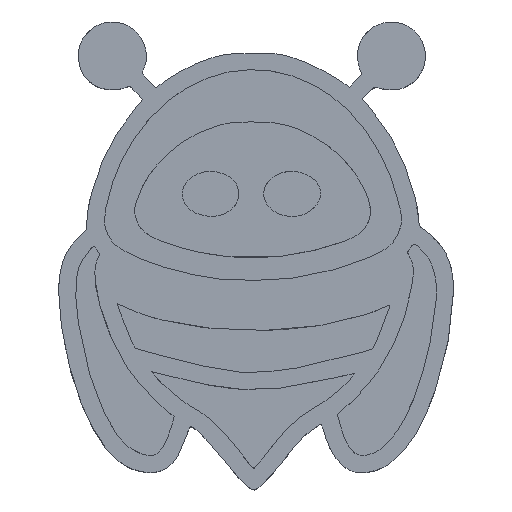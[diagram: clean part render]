
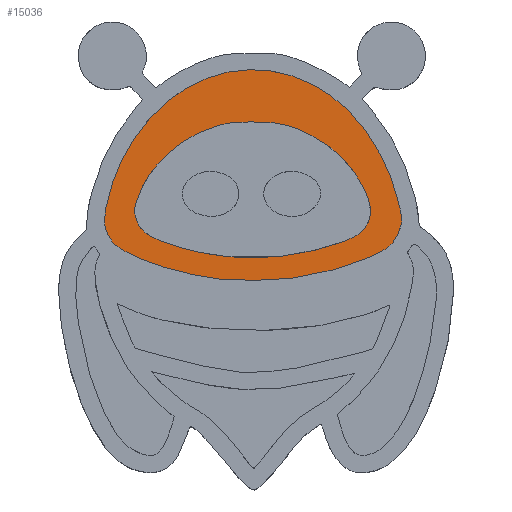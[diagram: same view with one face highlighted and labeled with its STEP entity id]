
A CAD part, top view. The second image highlights one B-rep face of the part: STEP entity #15036.
In plain terms, the highlighted planar face has unit normal (0, 0, 1).
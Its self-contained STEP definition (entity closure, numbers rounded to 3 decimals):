
#13421 = VERTEX_POINT('',#13422);
#13422 = CARTESIAN_POINT('',(49.238,-45.423,2.8));
#13430 = VERTEX_POINT('',#13431);
#13431 = CARTESIAN_POINT('',(68.248,-38.792,2.8));
#13437 = EDGE_CURVE('',#13421,#13430,#13438,.T.);
#13438 = B_SPLINE_CURVE_WITH_KNOTS('',3,(#13439,#13440,#13441,#13442),
  .UNSPECIFIED.,.F.,.F.,(4,4),(0.,1.),.PIECEWISE_BEZIER_KNOTS.);
#13439 = CARTESIAN_POINT('',(49.238,-45.423,2.8));
#13440 = CARTESIAN_POINT('',(57.232,-44.381,2.8));
#13441 = CARTESIAN_POINT('',(66.116,-41.282,2.8));
#13442 = CARTESIAN_POINT('',(68.248,-38.792,2.8));
#13458 = VERTEX_POINT('',#13459);
#13459 = CARTESIAN_POINT('',(70.006,-34.492,2.8));
#13465 = EDGE_CURVE('',#13430,#13458,#13466,.T.);
#13466 = B_SPLINE_CURVE_WITH_KNOTS('',3,(#13467,#13468,#13469,#13470),
  .UNSPECIFIED.,.F.,.F.,(4,4),(0.,1.),.PIECEWISE_BEZIER_KNOTS.);
#13467 = CARTESIAN_POINT('',(68.248,-38.792,2.8));
#13468 = CARTESIAN_POINT('',(69.147,-37.741,2.8));
#13469 = CARTESIAN_POINT('',(70.006,-35.641,2.8));
#13470 = CARTESIAN_POINT('',(70.006,-34.492,2.8));
#13486 = VERTEX_POINT('',#13487);
#13487 = CARTESIAN_POINT('',(66.175,-22.362,2.8));
#13493 = EDGE_CURVE('',#13458,#13486,#13494,.T.);
#13494 = B_SPLINE_CURVE_WITH_KNOTS('',3,(#13495,#13496,#13497,#13498),
  .UNSPECIFIED.,.F.,.F.,(4,4),(0.,1.),.PIECEWISE_BEZIER_KNOTS.);
#13495 = CARTESIAN_POINT('',(70.006,-34.492,2.8));
#13496 = CARTESIAN_POINT('',(70.006,-32.206,2.8));
#13497 = CARTESIAN_POINT('',(68.06,-26.045,2.8));
#13498 = CARTESIAN_POINT('',(66.175,-22.362,2.8));
#13514 = VERTEX_POINT('',#13515);
#13515 = CARTESIAN_POINT('',(26.003,-11.868,2.8));
#13521 = EDGE_CURVE('',#13486,#13514,#13522,.T.);
#13522 = B_SPLINE_CURVE_WITH_KNOTS('',3,(#13523,#13524,#13525,#13526),
  .UNSPECIFIED.,.F.,.F.,(4,4),(0.,1.),.PIECEWISE_BEZIER_KNOTS.);
#13523 = CARTESIAN_POINT('',(66.175,-22.362,2.8));
#13524 = CARTESIAN_POINT('',(57.685,-5.776,2.8));
#13525 = CARTESIAN_POINT('',(39.542,-1.036,2.8));
#13526 = CARTESIAN_POINT('',(26.003,-11.868,2.8));
#13542 = VERTEX_POINT('',#13543);
#13543 = CARTESIAN_POINT('',(14.208,-32.06,2.8));
#13549 = EDGE_CURVE('',#13514,#13542,#13550,.T.);
#13550 = B_SPLINE_CURVE_WITH_KNOTS('',3,(#13551,#13552,#13553,#13554),
  .UNSPECIFIED.,.F.,.F.,(4,4),(0.,1.),.PIECEWISE_BEZIER_KNOTS.);
#13551 = CARTESIAN_POINT('',(26.003,-11.868,2.8));
#13552 = CARTESIAN_POINT('',(20.158,-16.545,2.8));
#13553 = CARTESIAN_POINT('',(15.786,-24.029,2.8));
#13554 = CARTESIAN_POINT('',(14.208,-32.06,2.8));
#13570 = VERTEX_POINT('',#13571);
#13571 = CARTESIAN_POINT('',(15.326,-38.384,2.8));
#13577 = EDGE_CURVE('',#13542,#13570,#13578,.T.);
#13578 = B_SPLINE_CURVE_WITH_KNOTS('',3,(#13579,#13580,#13581,#13582),
  .UNSPECIFIED.,.F.,.F.,(4,4),(0.,1.),.PIECEWISE_BEZIER_KNOTS.);
#13579 = CARTESIAN_POINT('',(14.208,-32.06,2.8));
#13580 = CARTESIAN_POINT('',(13.661,-34.844,2.8));
#13581 = CARTESIAN_POINT('',(13.974,-36.614,2.8));
#13582 = CARTESIAN_POINT('',(15.326,-38.384,2.8));
#13598 = VERTEX_POINT('',#13599);
#13599 = CARTESIAN_POINT('',(36.289,-45.657,2.8));
#13605 = EDGE_CURVE('',#13570,#13598,#13606,.T.);
#13606 = B_SPLINE_CURVE_WITH_KNOTS('',3,(#13607,#13608,#13609,#13610),
  .UNSPECIFIED.,.F.,.F.,(4,4),(0.,1.),.PIECEWISE_BEZIER_KNOTS.);
#13607 = CARTESIAN_POINT('',(15.326,-38.384,2.8));
#13608 = CARTESIAN_POINT('',(17.522,-41.26,2.8));
#13609 = CARTESIAN_POINT('',(26.854,-44.498,2.8));
#13610 = CARTESIAN_POINT('',(36.289,-45.657,2.8));
#13626 = EDGE_CURVE('',#13598,#13421,#13627,.T.);
#13627 = B_SPLINE_CURVE_WITH_KNOTS('',3,(#13628,#13629,#13630,#13631),
  .UNSPECIFIED.,.F.,.F.,(4,4),(0.,1.),.PIECEWISE_BEZIER_KNOTS.);
#13628 = CARTESIAN_POINT('',(36.289,-45.657,2.8));
#13629 = CARTESIAN_POINT('',(38.571,-45.937,2.8));
#13630 = CARTESIAN_POINT('',(46.374,-45.796,2.8));
#13631 = CARTESIAN_POINT('',(49.238,-45.423,2.8));
#15036 = ADVANCED_FACE('',(#15037,#15047),#15155,.T.);
#15037 = FACE_BOUND('',#15038,.T.);
#15038 = EDGE_LOOP('',(#15039,#15040,#15041,#15042,#15043,#15044,#15045,
    #15046));
#15039 = ORIENTED_EDGE('',*,*,#13626,.T.);
#15040 = ORIENTED_EDGE('',*,*,#13437,.T.);
#15041 = ORIENTED_EDGE('',*,*,#13465,.T.);
#15042 = ORIENTED_EDGE('',*,*,#13493,.T.);
#15043 = ORIENTED_EDGE('',*,*,#13521,.T.);
#15044 = ORIENTED_EDGE('',*,*,#13549,.T.);
#15045 = ORIENTED_EDGE('',*,*,#13577,.T.);
#15046 = ORIENTED_EDGE('',*,*,#13605,.T.);
#15047 = FACE_BOUND('',#15048,.T.);
#15048 = EDGE_LOOP('',(#15049,#15058,#15067,#15076,#15085,#15094,#15103,
    #15112,#15121,#15130,#15139,#15148));
#15049 = ORIENTED_EDGE('',*,*,#15050,.T.);
#15050 = EDGE_CURVE('',#15051,#15053,#15055,.T.);
#15051 = VERTEX_POINT('',#15052);
#15052 = CARTESIAN_POINT('',(37.229,-41.354,2.8));
#15053 = VERTEX_POINT('',#15054);
#15054 = CARTESIAN_POINT('',(37.229,-41.354,2.8));
#15055 = B_SPLINE_CURVE_WITH_KNOTS('',1,(#15056,#15057),.UNSPECIFIED.,
  .F.,.F.,(2,2),(0.,0.),.PIECEWISE_BEZIER_KNOTS.);
#15056 = CARTESIAN_POINT('',(37.229,-41.354,2.8));
#15057 = CARTESIAN_POINT('',(37.229,-41.354,2.8));
#15058 = ORIENTED_EDGE('',*,*,#15059,.T.);
#15059 = EDGE_CURVE('',#15053,#15060,#15062,.T.);
#15060 = VERTEX_POINT('',#15061);
#15061 = CARTESIAN_POINT('',(25.017,-38.557,2.8));
#15062 = B_SPLINE_CURVE_WITH_KNOTS('',3,(#15063,#15064,#15065,#15066),
  .UNSPECIFIED.,.F.,.F.,(4,4),(0.,1.),.PIECEWISE_BEZIER_KNOTS.);
#15063 = CARTESIAN_POINT('',(37.229,-41.354,2.8));
#15064 = CARTESIAN_POINT('',(33.166,-40.934,2.8));
#15065 = CARTESIAN_POINT('',(28.857,-39.946,2.8));
#15066 = CARTESIAN_POINT('',(25.017,-38.557,2.8));
#15067 = ORIENTED_EDGE('',*,*,#15068,.T.);
#15068 = EDGE_CURVE('',#15060,#15069,#15071,.T.);
#15069 = VERTEX_POINT('',#15070);
#15070 = CARTESIAN_POINT('',(19.878,-34.112,2.8));
#15071 = B_SPLINE_CURVE_WITH_KNOTS('',3,(#15072,#15073,#15074,#15075),
  .UNSPECIFIED.,.F.,.F.,(4,4),(0.,1.),.PIECEWISE_BEZIER_KNOTS.);
#15072 = CARTESIAN_POINT('',(25.017,-38.557,2.8));
#15073 = CARTESIAN_POINT('',(21.938,-37.442,2.8));
#15074 = CARTESIAN_POINT('',(20.479,-36.18,2.8));
#15075 = CARTESIAN_POINT('',(19.878,-34.112,2.8));
#15076 = ORIENTED_EDGE('',*,*,#15077,.T.);
#15077 = EDGE_CURVE('',#15069,#15078,#15080,.T.);
#15078 = VERTEX_POINT('',#15079);
#15079 = CARTESIAN_POINT('',(19.905,-31.139,2.8));
#15080 = B_SPLINE_CURVE_WITH_KNOTS('',3,(#15081,#15082,#15083,#15084),
  .UNSPECIFIED.,.F.,.F.,(4,4),(0.,1.),.PIECEWISE_BEZIER_KNOTS.);
#15081 = CARTESIAN_POINT('',(19.878,-34.112,2.8));
#15082 = CARTESIAN_POINT('',(19.495,-32.795,2.8));
#15083 = CARTESIAN_POINT('',(19.497,-32.541,2.8));
#15084 = CARTESIAN_POINT('',(19.905,-31.139,2.8));
#15085 = ORIENTED_EDGE('',*,*,#15086,.T.);
#15086 = EDGE_CURVE('',#15078,#15087,#15089,.T.);
#15087 = VERTEX_POINT('',#15088);
#15088 = CARTESIAN_POINT('',(25.578,-22.18,2.8));
#15089 = B_SPLINE_CURVE_WITH_KNOTS('',3,(#15090,#15091,#15092,#15093),
  .UNSPECIFIED.,.F.,.F.,(4,4),(0.,1.),.PIECEWISE_BEZIER_KNOTS.);
#15090 = CARTESIAN_POINT('',(19.905,-31.139,2.8));
#15091 = CARTESIAN_POINT('',(20.813,-28.014,2.8));
#15092 = CARTESIAN_POINT('',(22.907,-24.707,2.8));
#15093 = CARTESIAN_POINT('',(25.578,-22.18,2.8));
#15094 = ORIENTED_EDGE('',*,*,#15095,.T.);
#15095 = EDGE_CURVE('',#15087,#15096,#15098,.T.);
#15096 = VERTEX_POINT('',#15097);
#15097 = CARTESIAN_POINT('',(35.269,-16.643,2.8));
#15098 = B_SPLINE_CURVE_WITH_KNOTS('',3,(#15099,#15100,#15101,#15102),
  .UNSPECIFIED.,.F.,.F.,(4,4),(0.,1.),.PIECEWISE_BEZIER_KNOTS.);
#15099 = CARTESIAN_POINT('',(25.578,-22.18,2.8));
#15100 = CARTESIAN_POINT('',(28.405,-19.504,2.8));
#15101 = CARTESIAN_POINT('',(31.293,-17.854,2.8));
#15102 = CARTESIAN_POINT('',(35.269,-16.643,2.8));
#15103 = ORIENTED_EDGE('',*,*,#15104,.T.);
#15104 = EDGE_CURVE('',#15096,#15105,#15107,.T.);
#15105 = VERTEX_POINT('',#15106);
#15106 = CARTESIAN_POINT('',(41.796,-15.919,2.8));
#15107 = B_SPLINE_CURVE_WITH_KNOTS('',3,(#15108,#15109,#15110,#15111),
  .UNSPECIFIED.,.F.,.F.,(4,4),(0.,1.),.PIECEWISE_BEZIER_KNOTS.);
#15108 = CARTESIAN_POINT('',(35.269,-16.643,2.8));
#15109 = CARTESIAN_POINT('',(37.392,-15.997,2.8));
#15110 = CARTESIAN_POINT('',(38.055,-15.923,2.8));
#15111 = CARTESIAN_POINT('',(41.796,-15.919,2.8));
#15112 = ORIENTED_EDGE('',*,*,#15113,.T.);
#15113 = EDGE_CURVE('',#15105,#15114,#15116,.T.);
#15114 = VERTEX_POINT('',#15115);
#15115 = CARTESIAN_POINT('',(52.677,-18.304,2.8));
#15116 = B_SPLINE_CURVE_WITH_KNOTS('',3,(#15117,#15118,#15119,#15120),
  .UNSPECIFIED.,.F.,.F.,(4,4),(0.,1.),.PIECEWISE_BEZIER_KNOTS.);
#15117 = CARTESIAN_POINT('',(41.796,-15.919,2.8));
#15118 = CARTESIAN_POINT('',(46.716,-15.914,2.8));
#15119 = CARTESIAN_POINT('',(48.806,-16.372,2.8));
#15120 = CARTESIAN_POINT('',(52.677,-18.304,2.8));
#15121 = ORIENTED_EDGE('',*,*,#15122,.T.);
#15122 = EDGE_CURVE('',#15114,#15123,#15125,.T.);
#15123 = VERTEX_POINT('',#15124);
#15124 = CARTESIAN_POINT('',(62.794,-28.324,2.8));
#15125 = B_SPLINE_CURVE_WITH_KNOTS('',3,(#15126,#15127,#15128,#15129),
  .UNSPECIFIED.,.F.,.F.,(4,4),(0.,1.),.PIECEWISE_BEZIER_KNOTS.);
#15126 = CARTESIAN_POINT('',(52.677,-18.304,2.8));
#15127 = CARTESIAN_POINT('',(57.112,-20.517,2.8));
#15128 = CARTESIAN_POINT('',(60.674,-24.045,2.8));
#15129 = CARTESIAN_POINT('',(62.794,-28.324,2.8));
#15130 = ORIENTED_EDGE('',*,*,#15131,.T.);
#15131 = EDGE_CURVE('',#15123,#15132,#15134,.T.);
#15132 = VERTEX_POINT('',#15133);
#15133 = CARTESIAN_POINT('',(61.781,-37.114,2.8));
#15134 = B_SPLINE_CURVE_WITH_KNOTS('',3,(#15135,#15136,#15137,#15138),
  .UNSPECIFIED.,.F.,.F.,(4,4),(0.,1.),.PIECEWISE_BEZIER_KNOTS.);
#15135 = CARTESIAN_POINT('',(62.794,-28.324,2.8));
#15136 = CARTESIAN_POINT('',(64.799,-32.369,2.8));
#15137 = CARTESIAN_POINT('',(64.49,-35.048,2.8));
#15138 = CARTESIAN_POINT('',(61.781,-37.114,2.8));
#15139 = ORIENTED_EDGE('',*,*,#15140,.T.);
#15140 = EDGE_CURVE('',#15132,#15141,#15143,.T.);
#15141 = VERTEX_POINT('',#15142);
#15142 = CARTESIAN_POINT('',(47.304,-41.257,2.8));
#15143 = B_SPLINE_CURVE_WITH_KNOTS('',3,(#15144,#15145,#15146,#15147),
  .UNSPECIFIED.,.F.,.F.,(4,4),(0.,1.),.PIECEWISE_BEZIER_KNOTS.);
#15144 = CARTESIAN_POINT('',(61.781,-37.114,2.8));
#15145 = CARTESIAN_POINT('',(59.789,-38.634,2.8));
#15146 = CARTESIAN_POINT('',(52.831,-40.625,2.8));
#15147 = CARTESIAN_POINT('',(47.304,-41.257,2.8));
#15148 = ORIENTED_EDGE('',*,*,#15149,.T.);
#15149 = EDGE_CURVE('',#15141,#15051,#15150,.T.);
#15150 = B_SPLINE_CURVE_WITH_KNOTS('',3,(#15151,#15152,#15153,#15154),
  .UNSPECIFIED.,.F.,.F.,(4,4),(0.,1.),.PIECEWISE_BEZIER_KNOTS.);
#15151 = CARTESIAN_POINT('',(47.304,-41.257,2.8));
#15152 = CARTESIAN_POINT('',(45.034,-41.516,2.8));
#15153 = CARTESIAN_POINT('',(39.326,-41.572,2.8));
#15154 = CARTESIAN_POINT('',(37.229,-41.354,2.8));
#15155 = PLANE('',#15156);
#15156 = AXIS2_PLACEMENT_3D('',#15157,#15158,#15159);
#15157 = CARTESIAN_POINT('',(42.238,-43.913,2.8));
#15158 = DIRECTION('',(0.,0.,1.));
#15159 = DIRECTION('',(1.,0.,0.));
